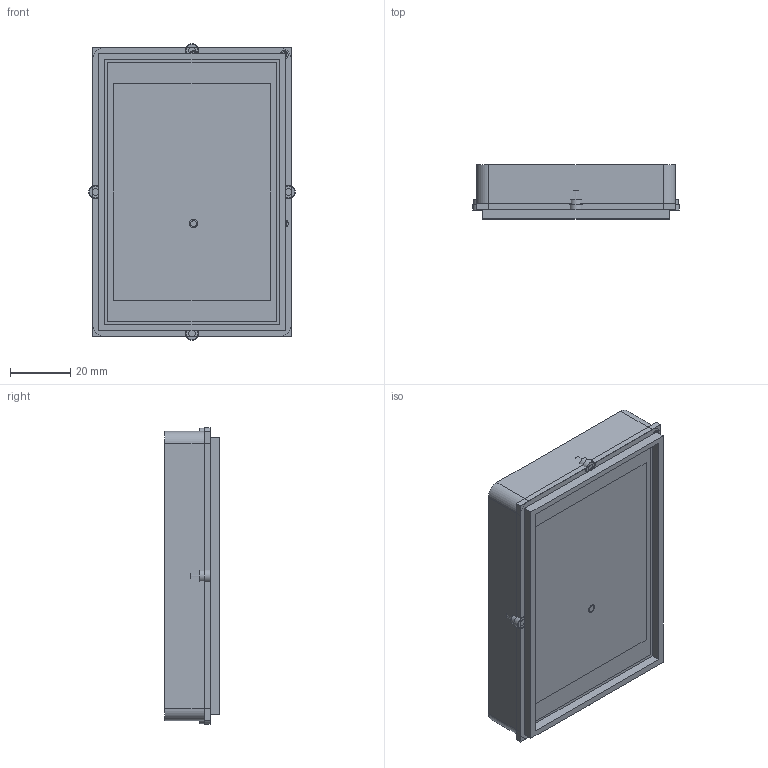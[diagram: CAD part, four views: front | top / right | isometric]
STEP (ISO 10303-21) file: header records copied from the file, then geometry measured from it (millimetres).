
FILE_DESCRIPTION((('zoo.dev export')), '2;1');
FILE_NAME('dump.step', '2025-12-10T14:56:28.567302892+00:00', ('Author unknown'), ('Organization unknown'), 'zoo.dev beta', 'zoo.dev', 'Authorization unknown');
FILE_SCHEMA(('AP203_CONFIGURATION_CONTROLLED_3D_DESIGN_OF_MECHANICAL_PARTS_AND_ASSEMBLIES_MIM_LF'));
Length unit declared in the file: metre
Products named in the file (3): UNIDENTIFIED_PRODUCT
Bounding box: 68.5 x 18 x 98.5 mm (x, y, z)
Volume: 77126.8 mm3; surface area: 43634.8 mm2
Topology: 12 solids, 22 shells, 113 faces, 192 edges, 124 vertices
Faces by surface type: plane 89, cylinder 24
Full cylindrical faces by diameter (mm): 2 x4, 2.2 x4, 2.8 x4, 4 x4, 4.5 x4
Entity records: 2590 total; most frequent: CARTESIAN_POINT 491, DIRECTION 375, ORIENTED_EDGE 344, EDGE_CURVE 192, AXIS2_PLACEMENT_3D 160, VECTOR 144, LINE 144, EDGE_LOOP 144
